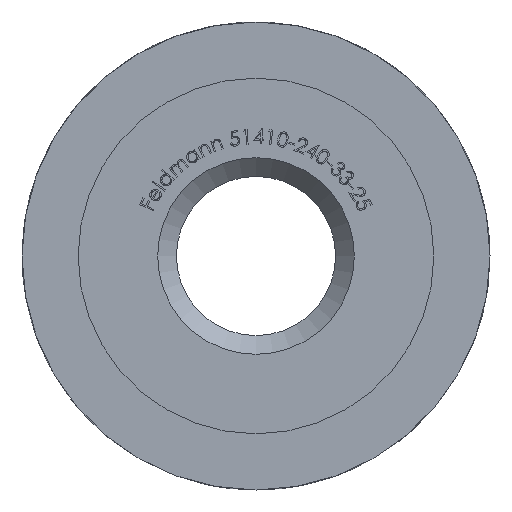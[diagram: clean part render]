
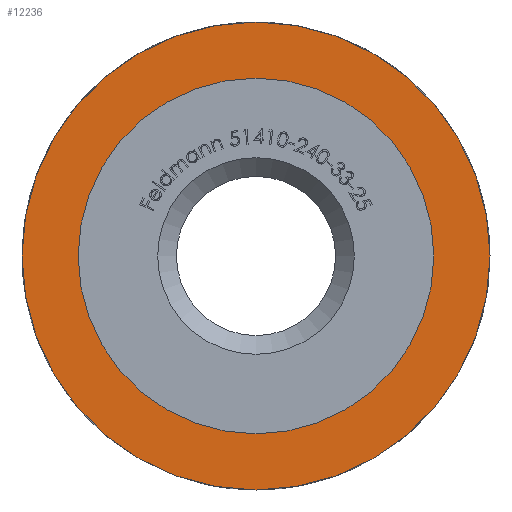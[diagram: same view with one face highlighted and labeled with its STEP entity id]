
A CAD part, front view. The second image highlights one B-rep face of the part: STEP entity #12236.
In plain terms, the highlighted planar face has unit normal (0, -1, 0).
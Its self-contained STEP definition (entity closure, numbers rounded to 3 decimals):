
#369 = EDGE_CURVE ( 'NONE', #9035, #9035, #9730, .T. ) ;
#1731 = AXIS2_PLACEMENT_3D ( 'NONE', #5602, #1741, #2992 ) ;
#1741 = DIRECTION ( 'NONE',  ( 0., 1., 0. ) ) ;
#1876 = EDGE_LOOP ( 'NONE', ( #7643 ) ) ;
#2666 = EDGE_CURVE ( 'NONE', #8267, #8267, #7278, .T. ) ;
#2687 = DIRECTION ( 'NONE',  ( 0., 1., 0. ) ) ;
#2693 = FACE_BOUND ( 'NONE', #15853, .T. ) ;
#2694 = PLANE ( 'NONE',  #4278 ) ;
#2992 = DIRECTION ( 'NONE',  ( 0., 0., 1. ) ) ;
#3693 = AXIS2_PLACEMENT_3D ( 'NONE', #3944, #2687, #5200 ) ;
#3944 = CARTESIAN_POINT ( 'NONE',  ( 0., 0., 0. ) ) ;
#4101 = ORIENTED_EDGE ( 'NONE', *, *, #369, .T. ) ;
#4278 = AXIS2_PLACEMENT_3D ( 'NONE', #13880, #11440, #13826 ) ;
#5200 = DIRECTION ( 'NONE',  ( 0., 0., 1. ) ) ;
#5602 = CARTESIAN_POINT ( 'NONE',  ( 0., 0., 0. ) ) ;
#7278 = CIRCLE ( 'NONE', #1731, 12.5 ) ;
#7643 = ORIENTED_EDGE ( 'NONE', *, *, #2666, .F. ) ;
#8267 = VERTEX_POINT ( 'NONE', #11389 ) ;
#9035 = VERTEX_POINT ( 'NONE', #10149 ) ;
#9730 = CIRCLE ( 'NONE', #3693, 9.5 ) ;
#10149 = CARTESIAN_POINT ( 'NONE',  ( 0., 0., 9.5 ) ) ;
#11389 = CARTESIAN_POINT ( 'NONE',  ( 0., 0., 12.5 ) ) ;
#11440 = DIRECTION ( 'NONE',  ( 0., 1., 0. ) ) ;
#11963 = FACE_OUTER_BOUND ( 'NONE', #1876, .T. ) ;
#12236 = ADVANCED_FACE ( 'NONE', ( #11963, #2693 ), #2694, .F. ) ;
#13826 = DIRECTION ( 'NONE',  ( 0., 0., 1. ) ) ;
#13880 = CARTESIAN_POINT ( 'NONE',  ( 0., 0., 0. ) ) ;
#15853 = EDGE_LOOP ( 'NONE', ( #4101 ) ) ;
